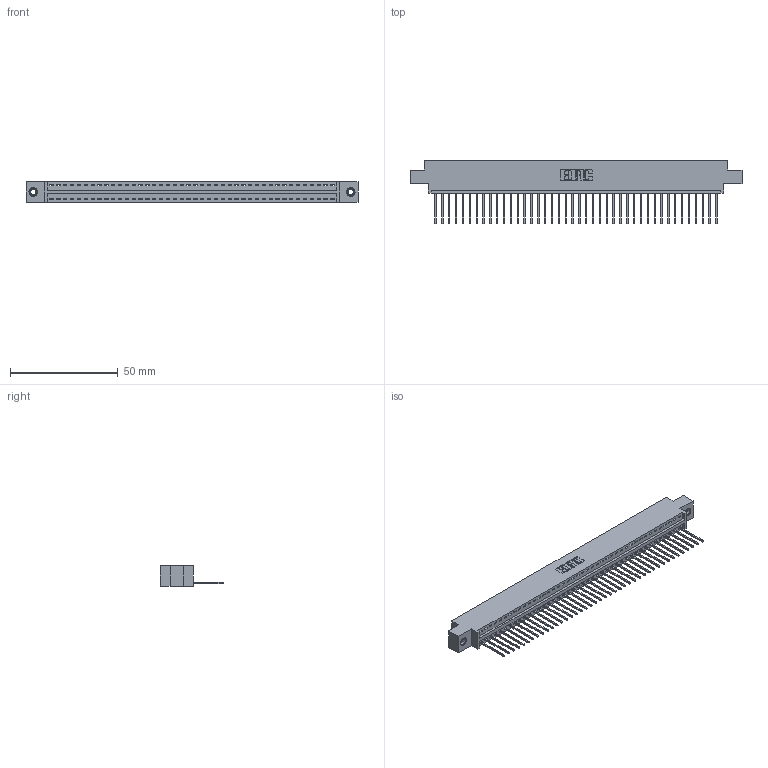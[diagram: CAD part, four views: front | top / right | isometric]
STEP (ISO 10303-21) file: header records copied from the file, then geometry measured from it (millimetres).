
FILE_DESCRIPTION (( 'STEP AP203' ), '1' );
FILE_NAME ('346-042-540-607.STEP', '2018-08-24T22:33:20', ( '' ), ( '' ), 'SwSTEP 2.0', 'SolidWorks 2016', '' );
FILE_SCHEMA (( 'CONFIG_CONTROL_DESIGN' ));
Length unit declared in the file: inch
Products named in the file (4): 346 Part_0.170 Offset - 0.156 Dia-TI; 345-292-001_345-293-140; 345-250-001_345-250-005-103; 346-042-540-607
Assembly tree (45 placements, depth 2):
  346-042-540-607
    346 Part_0.170 Offset - 0.156 Dia-TI
    345-292-001_345-293-140  x42
    345-250-001_345-250-005-103  x2
Bounding box: 153.92 x 29.46 x 9.4 mm (x, y, z)
Volume: 14622.7 mm3; surface area: 18886.7 mm2
Topology: 45 solids, 45 shells, 2622 faces, 7869 edges, 5182 vertices
Faces by surface type: plane 1792, cylinder 814, cone 12, torus 4
Entity records: 27402 total; most frequent: CARTESIAN_POINT 4681, ORIENTED_EDGE 4650, DIRECTION 4155, EDGE_CURVE 2325, LINE 2005, VECTOR 2005, VERTEX_POINT 1544, AXIS2_PLACEMENT_3D 1075
